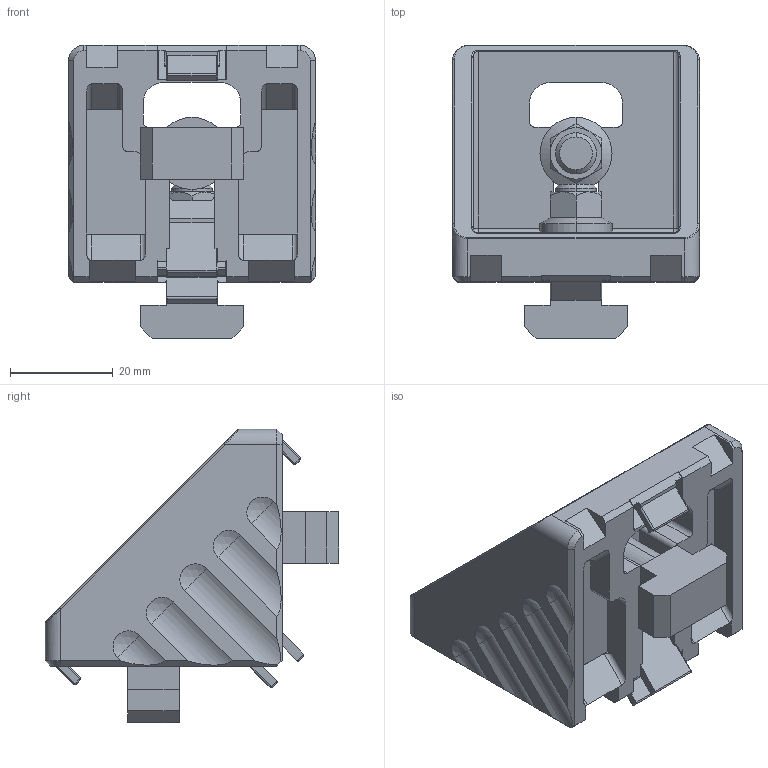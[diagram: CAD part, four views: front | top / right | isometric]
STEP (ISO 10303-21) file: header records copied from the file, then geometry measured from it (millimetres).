
FILE_DESCRIPTION((''),'2;1');
FILE_NAME('50x50 gusset with fasteners.ipt.stp','2011-06-02T21:58:24',(''),(''),'Autodesk Inventor 2011','Autodesk Inventor 2011','');
FILE_SCHEMA(('AUTOMOTIVE_DESIGN { 1 0 10303 214 1 1 1 1 }'));
Length unit declared in the file: millimetre
Products named in the file (1): 50x50 gusset with fasteners
Bounding box: 48 x 57 x 57 mm (x, y, z)
Volume: 36672.5 mm3; surface area: 19393.4 mm2
Topology: 9 solids, 9 shells, 420 faces, 1075 edges, 654 vertices
Faces by surface type: plane 207, cylinder 134, cone 32, sphere 31, bspline 9, torus 7
Entity records: 14787 total; most frequent: CARTESIAN_POINT 4944, ORIENTED_EDGE 2114, DIRECTION 1966, EDGE_CURVE 1057, VECTOR 690, LINE 690, VERTEX_POINT 654, AXIS2_PLACEMENT_3D 638
